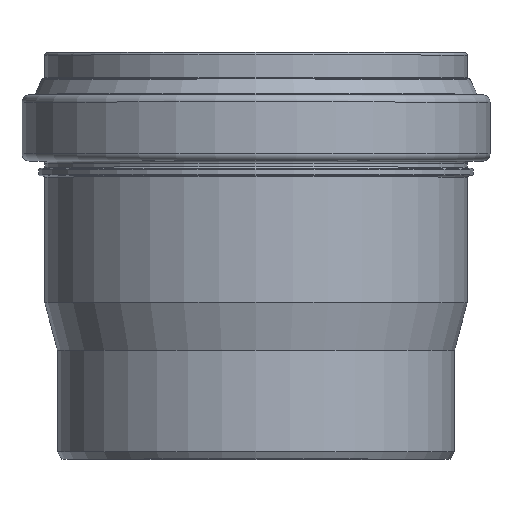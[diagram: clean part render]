
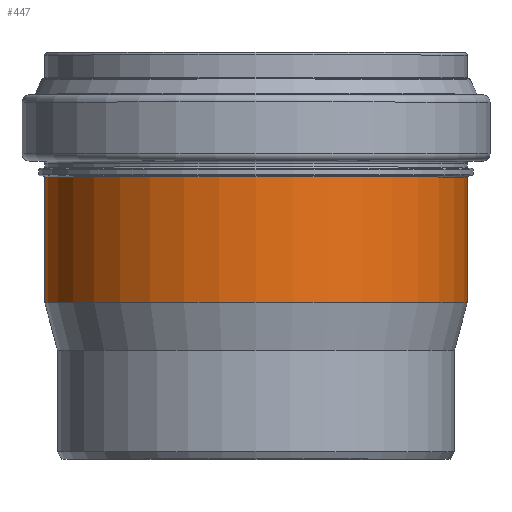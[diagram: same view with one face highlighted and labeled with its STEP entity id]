
A CAD part, top view. The second image highlights one B-rep face of the part: STEP entity #447.
In plain terms, the highlighted cylindrical face has radius 85.2 mm (diameter 170.4 mm), a full revolution.
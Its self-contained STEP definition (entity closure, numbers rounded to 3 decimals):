
#23=CYLINDRICAL_SURFACE('',#495,85.2);
#42=FACE_BOUND('',#131,.T.);
#85=FACE_OUTER_BOUND('',#130,.T.);
#130=EDGE_LOOP('',(#345));
#131=EDGE_LOOP('',(#346));
#213=CIRCLE('',#492,85.2);
#215=CIRCLE('',#496,85.2);
#256=VERTEX_POINT('',#754);
#258=VERTEX_POINT('',#760);
#299=EDGE_CURVE('',#256,#256,#213,.T.);
#301=EDGE_CURVE('',#258,#258,#215,.T.);
#345=ORIENTED_EDGE('',*,*,#301,.F.);
#346=ORIENTED_EDGE('',*,*,#299,.F.);
#447=ADVANCED_FACE('',(#85,#42),#23,.T.);
#492=AXIS2_PLACEMENT_3D('',#755,#582,#583);
#495=AXIS2_PLACEMENT_3D('',#759,#588,#589);
#496=AXIS2_PLACEMENT_3D('',#761,#590,#591);
#582=DIRECTION('center_axis',(0.,1.,0.));
#583=DIRECTION('ref_axis',(0.,0.,1.));
#588=DIRECTION('center_axis',(0.,-1.,0.));
#589=DIRECTION('ref_axis',(1.,0.,0.));
#590=DIRECTION('center_axis',(0.,-1.,0.));
#591=DIRECTION('ref_axis',(1.,0.,0.));
#754=CARTESIAN_POINT('',(0.,113.8,-85.2));
#755=CARTESIAN_POINT('Origin',(0.,113.8,0.));
#759=CARTESIAN_POINT('Origin',(0.,91.217,0.));
#760=CARTESIAN_POINT('',(85.2,63.134,0.));
#761=CARTESIAN_POINT('Origin',(0.,63.134,0.));
